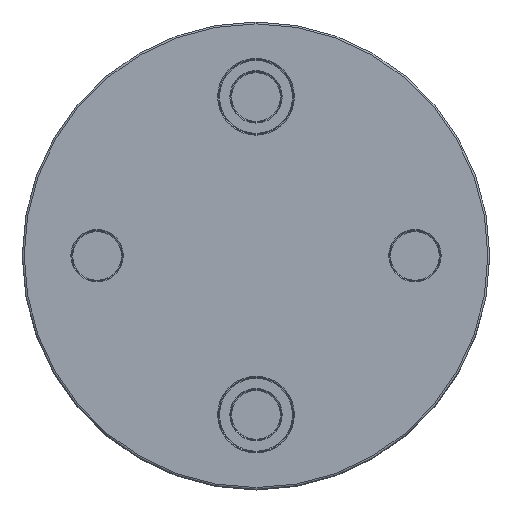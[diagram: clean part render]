
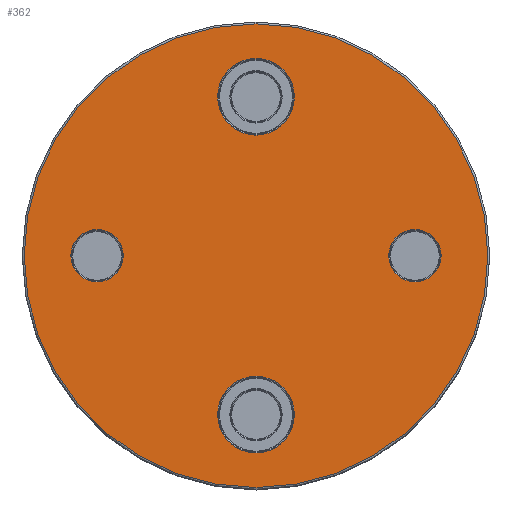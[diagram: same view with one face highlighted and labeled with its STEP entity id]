
A CAD part, top view. The second image highlights one B-rep face of the part: STEP entity #362.
In plain terms, the highlighted planar face has unit normal (0, 0, 1).
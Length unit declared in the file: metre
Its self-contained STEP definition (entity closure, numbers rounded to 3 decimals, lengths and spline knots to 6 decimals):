
#38=PLANE('',#412);
#48=ORIENTED_EDGE('',*,*,#116,.T.);
#49=ORIENTED_EDGE('',*,*,#117,.T.);
#50=ORIENTED_EDGE('',*,*,#118,.T.);
#51=ORIENTED_EDGE('',*,*,#119,.T.);
#52=ORIENTED_EDGE('',*,*,#120,.T.);
#116=EDGE_CURVE('',#150,#150,#184,.F.);
#117=EDGE_CURVE('',#151,#151,#185,.F.);
#118=EDGE_CURVE('',#152,#152,#186,.F.);
#119=EDGE_CURVE('',#153,#153,#187,.F.);
#120=EDGE_CURVE('',#154,#154,#188,.T.);
#150=VERTEX_POINT('',#626);
#151=VERTEX_POINT('',#628);
#152=VERTEX_POINT('',#630);
#153=VERTEX_POINT('',#632);
#154=VERTEX_POINT('',#634);
#184=CIRCLE('',#413,0.0014);
#185=CIRCLE('',#414,0.0014);
#186=CIRCLE('',#415,0.00205);
#187=CIRCLE('',#416,0.00205);
#188=CIRCLE('',#417,0.0124);
#218=EDGE_LOOP('',(#48));
#219=EDGE_LOOP('',(#49));
#220=EDGE_LOOP('',(#50));
#221=EDGE_LOOP('',(#51));
#222=EDGE_LOOP('',(#52));
#286=FACE_BOUND('',#218,.T.);
#287=FACE_BOUND('',#219,.T.);
#288=FACE_BOUND('',#220,.T.);
#289=FACE_BOUND('',#221,.T.);
#290=FACE_BOUND('',#222,.T.);
#362=ADVANCED_FACE('',(#286,#287,#288,#289,#290),#38,.T.);
#412=AXIS2_PLACEMENT_3D('',#624,#486,#487);
#413=AXIS2_PLACEMENT_3D('',#625,#488,#489);
#414=AXIS2_PLACEMENT_3D('',#627,#490,#491);
#415=AXIS2_PLACEMENT_3D('',#629,#492,#493);
#416=AXIS2_PLACEMENT_3D('',#631,#494,#495);
#417=AXIS2_PLACEMENT_3D('',#633,#496,#497);
#486=DIRECTION('',(0.,0.,1.));
#487=DIRECTION('',(1.,0.,0.));
#488=DIRECTION('',(0.,0.,1.));
#489=DIRECTION('',(1.,0.,0.));
#490=DIRECTION('',(0.,0.,1.));
#491=DIRECTION('',(1.,0.,0.));
#492=DIRECTION('',(0.,0.,1.));
#493=DIRECTION('',(1.,0.,0.));
#494=DIRECTION('',(0.,0.,1.));
#495=DIRECTION('',(1.,0.,0.));
#496=DIRECTION('',(0.,0.,1.));
#497=DIRECTION('',(1.,0.,0.));
#624=CARTESIAN_POINT('',(0.,0.,0.005));
#625=CARTESIAN_POINT('',(0.0085,0.,0.005));
#626=CARTESIAN_POINT('',(0.0099,0.,0.005));
#627=CARTESIAN_POINT('',(-0.0085,0.,0.005));
#628=CARTESIAN_POINT('',(-0.0071,0.,0.005));
#629=CARTESIAN_POINT('',(0.,-0.0085,0.005));
#630=CARTESIAN_POINT('',(0.00205,-0.0085,0.005));
#631=CARTESIAN_POINT('',(0.,0.0085,0.005));
#632=CARTESIAN_POINT('',(0.00205,0.0085,0.005));
#633=CARTESIAN_POINT('',(0.,0.,0.005));
#634=CARTESIAN_POINT('',(0.0124,0.,0.005));
